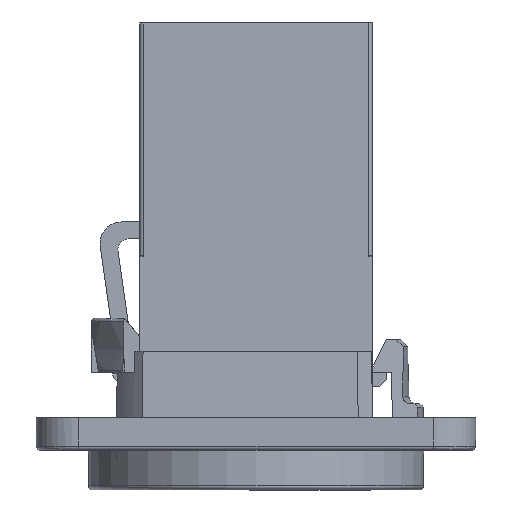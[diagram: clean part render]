
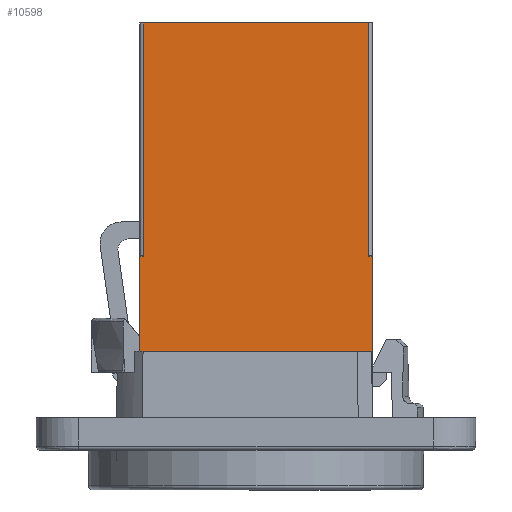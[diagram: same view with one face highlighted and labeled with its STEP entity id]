
A CAD part, left-side view. The second image highlights one B-rep face of the part: STEP entity #10598.
In plain terms, the highlighted planar face has unit normal (-1, 0, 0).
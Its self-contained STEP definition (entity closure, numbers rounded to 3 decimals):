
#204=(
BOUNDED_CURVE()
B_SPLINE_CURVE(2,(#14938,#14939,#14940),.UNSPECIFIED.,.F.,.F.)
B_SPLINE_CURVE_WITH_KNOTS((3,3),(0.47,0.941),
 .UNSPECIFIED.)
CURVE()
GEOMETRIC_REPRESENTATION_ITEM()
RATIONAL_B_SPLINE_CURVE((0.897,0.897,1.))
REPRESENTATION_ITEM('')
);
#416=PLANE('',#11189);
#881=FACE_OUTER_BOUND('',#1421,.T.);
#1421=EDGE_LOOP('',(#7706,#7707,#7708,#7709,#7710,#7711,#7712,#7713,#7714,
#7715));
#1898=LINE('',#14228,#3126);
#1902=LINE('',#14242,#3130);
#1940=LINE('',#14324,#3168);
#2215=LINE('',#14914,#3443);
#2218=LINE('',#14919,#3446);
#2223=LINE('',#14932,#3451);
#2224=LINE('',#14933,#3452);
#2225=LINE('',#14935,#3453);
#2226=LINE('',#14937,#3454);
#3126=VECTOR('',#11755,16.5);
#3130=VECTOR('',#11767,15.9);
#3168=VECTOR('',#11817,16.5);
#3443=VECTOR('',#12348,0.25);
#3446=VECTOR('',#12353,0.25);
#3451=VECTOR('',#12362,16.2);
#3452=VECTOR('',#12363,11.4);
#3453=VECTOR('',#12364,6.7);
#3454=VECTOR('',#12365,0.038);
#4463=VERTEX_POINT('',#14222);
#4465=VERTEX_POINT('',#14226);
#4471=VERTEX_POINT('',#14240);
#4509=VERTEX_POINT('',#14322);
#4696=VERTEX_POINT('',#14913);
#4697=VERTEX_POINT('',#14917);
#4702=VERTEX_POINT('',#14930);
#4703=VERTEX_POINT('',#14931);
#4704=VERTEX_POINT('',#14934);
#4705=VERTEX_POINT('',#14936);
#5482=EDGE_CURVE('',#4465,#4463,#1898,.T.);
#5489=EDGE_CURVE('',#4471,#4465,#1902,.T.);
#5530=EDGE_CURVE('',#4509,#4471,#1940,.T.);
#5825=EDGE_CURVE('',#4696,#4463,#2215,.T.);
#5828=EDGE_CURVE('',#4509,#4697,#2218,.T.);
#5833=EDGE_CURVE('',#4702,#4703,#2223,.T.);
#5834=EDGE_CURVE('',#4703,#4696,#2224,.T.);
#5835=EDGE_CURVE('',#4704,#4697,#2225,.T.);
#5836=EDGE_CURVE('',#4705,#4704,#2226,.T.);
#5837=EDGE_CURVE('',#4702,#4705,#204,.T.);
#7706=ORIENTED_EDGE('',*,*,#5833,.T.);
#7707=ORIENTED_EDGE('',*,*,#5834,.T.);
#7708=ORIENTED_EDGE('',*,*,#5825,.T.);
#7709=ORIENTED_EDGE('',*,*,#5482,.F.);
#7710=ORIENTED_EDGE('',*,*,#5489,.F.);
#7711=ORIENTED_EDGE('',*,*,#5530,.F.);
#7712=ORIENTED_EDGE('',*,*,#5828,.T.);
#7713=ORIENTED_EDGE('',*,*,#5835,.F.);
#7714=ORIENTED_EDGE('',*,*,#5836,.F.);
#7715=ORIENTED_EDGE('',*,*,#5837,.F.);
#10598=ADVANCED_FACE('',(#881),#416,.T.);
#11189=AXIS2_PLACEMENT_3D('',#14929,#12360,#12361);
#11755=DIRECTION('',(0.,0.,-1.));
#11767=DIRECTION('',(0.,-1.,0.));
#11817=DIRECTION('',(0.,0.,1.));
#12348=DIRECTION('',(0.,1.,0.));
#12353=DIRECTION('',(0.,1.,0.));
#12360=DIRECTION('center_axis',(-1.,0.,0.));
#12361=DIRECTION('ref_axis',(0.,-1.,0.));
#12362=DIRECTION('',(0.,-1.,0.));
#12363=DIRECTION('',(0.,0.,1.));
#12364=DIRECTION('',(0.,0.,1.));
#12365=DIRECTION('',(0.,1.,0.));
#14222=CARTESIAN_POINT('',(-17.307,-4.722,-7.626));
#14226=CARTESIAN_POINT('',(-17.307,-4.722,8.874));
#14228=CARTESIAN_POINT('',(-17.307,-4.722,8.874));
#14240=CARTESIAN_POINT('',(-17.307,11.178,8.874));
#14242=CARTESIAN_POINT('',(-17.307,2.938,8.874));
#14322=CARTESIAN_POINT('',(-17.307,11.178,-7.626));
#14324=CARTESIAN_POINT('',(-17.307,11.178,8.874));
#14913=CARTESIAN_POINT('',(-17.307,-4.972,-7.626));
#14914=CARTESIAN_POINT('',(-17.307,13.328,-7.626));
#14917=CARTESIAN_POINT('',(-17.307,11.428,-7.626));
#14919=CARTESIAN_POINT('',(-17.307,13.328,-7.626));
#14929=CARTESIAN_POINT('Origin',(-17.307,11.428,-24.126));
#14930=CARTESIAN_POINT('',(-17.307,11.228,-19.026));
#14931=CARTESIAN_POINT('',(-17.307,-4.972,-19.026));
#14932=CARTESIAN_POINT('',(-17.307,-0.872,-19.026));
#14933=CARTESIAN_POINT('',(-17.307,-4.972,-9.521));
#14934=CARTESIAN_POINT('',(-17.307,11.428,-14.326));
#14935=CARTESIAN_POINT('',(-17.307,11.428,-19.941));
#14936=CARTESIAN_POINT('',(-17.307,11.39,-14.326));
#14937=CARTESIAN_POINT('',(-17.307,7.941,-14.326));
#14938=CARTESIAN_POINT('Ctrl Pts',(-17.307,11.228,-19.026));
#14939=CARTESIAN_POINT('Ctrl Pts',(-17.307,11.296,-19.026));
#14940=CARTESIAN_POINT('Ctrl Pts',(-17.307,11.39,-14.326));
